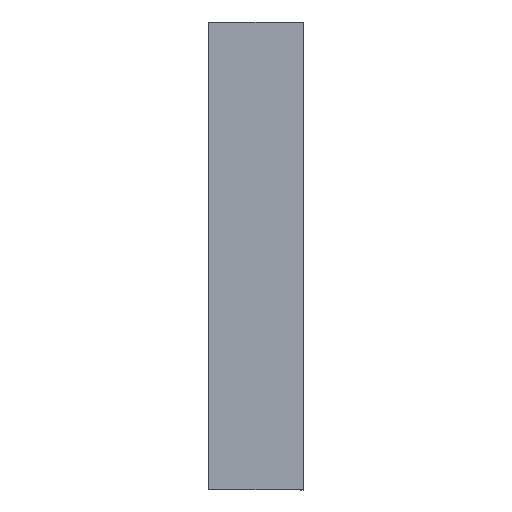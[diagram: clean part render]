
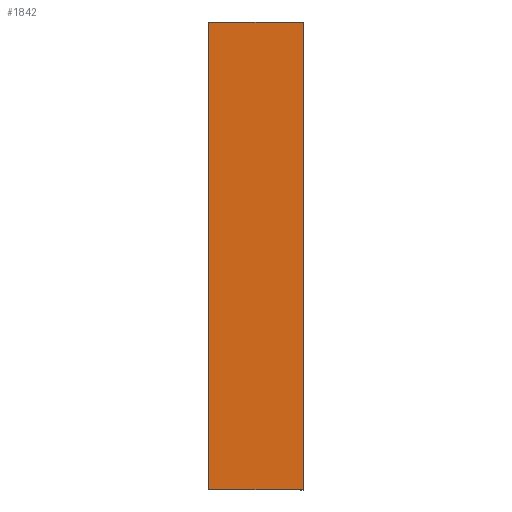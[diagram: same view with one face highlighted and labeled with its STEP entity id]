
A CAD part, top view. The second image highlights one B-rep face of the part: STEP entity #1842.
In plain terms, the highlighted planar face has unit normal (0, 0, 1).
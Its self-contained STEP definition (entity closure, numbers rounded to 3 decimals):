
#340 = CARTESIAN_POINT ( 'NONE',  ( 0., 0., 0. ) ) ;
#465 = CARTESIAN_POINT ( 'NONE',  ( 0., 229., 0. ) ) ;
#474 = LINE ( 'NONE', #1552, #1528 ) ;
#579 = CARTESIAN_POINT ( 'NONE',  ( 0., 0., 0. ) ) ;
#595 = PLANE ( 'NONE',  #607 ) ;
#607 = AXIS2_PLACEMENT_3D ( 'NONE', #874, #1931, #1157 ) ;
#642 = ORIENTED_EDGE ( 'NONE', *, *, #1966, .T. ) ;
#688 = DIRECTION ( 'NONE',  ( 0., 1., 0. ) ) ;
#780 = CARTESIAN_POINT ( 'NONE',  ( -46., 229., 0. ) ) ;
#874 = CARTESIAN_POINT ( 'NONE',  ( 0., 0., 0. ) ) ;
#994 = LINE ( 'NONE', #1774, #1592 ) ;
#1053 = ORIENTED_EDGE ( 'NONE', *, *, #1971, .T. ) ;
#1078 = VECTOR ( 'NONE', #1343, 1000. ) ;
#1085 = ORIENTED_EDGE ( 'NONE', *, *, #1209, .T. ) ;
#1091 = VERTEX_POINT ( 'NONE', #340 ) ;
#1103 = CARTESIAN_POINT ( 'NONE',  ( 0., 229., 0. ) ) ;
#1104 = VERTEX_POINT ( 'NONE', #1103 ) ;
#1157 = DIRECTION ( 'NONE',  ( 1., 0., 0. ) ) ;
#1201 = VERTEX_POINT ( 'NONE', #1628 ) ;
#1209 = EDGE_CURVE ( 'NONE', #1091, #1104, #994, .T. ) ;
#1316 = FACE_OUTER_BOUND ( 'NONE', #1513, .T. ) ;
#1343 = DIRECTION ( 'NONE',  ( 1., 0., 0. ) ) ;
#1415 = ORIENTED_EDGE ( 'NONE', *, *, #1454, .T. ) ;
#1454 = EDGE_CURVE ( 'NONE', #1201, #1091, #1945, .T. ) ;
#1513 = EDGE_LOOP ( 'NONE', ( #1085, #1053, #642, #1415 ) ) ;
#1523 = VERTEX_POINT ( 'NONE', #780 ) ;
#1524 = DIRECTION ( 'NONE',  ( -1., 0., 0. ) ) ;
#1528 = VECTOR ( 'NONE', #1858, 1000. ) ;
#1552 = CARTESIAN_POINT ( 'NONE',  ( -46., 0., 0. ) ) ;
#1592 = VECTOR ( 'NONE', #688, 1000. ) ;
#1628 = CARTESIAN_POINT ( 'NONE',  ( -46., 0., 0. ) ) ;
#1658 = VECTOR ( 'NONE', #1524, 1000. ) ;
#1702 = LINE ( 'NONE', #465, #1658 ) ;
#1774 = CARTESIAN_POINT ( 'NONE',  ( 0., 0., 0. ) ) ;
#1842 = ADVANCED_FACE ( 'NONE', ( #1316 ), #595, .T. ) ;
#1858 = DIRECTION ( 'NONE',  ( 0., -1., 0. ) ) ;
#1931 = DIRECTION ( 'NONE',  ( 0., 0., 1. ) ) ;
#1945 = LINE ( 'NONE', #579, #1078 ) ;
#1966 = EDGE_CURVE ( 'NONE', #1523, #1201, #474, .T. ) ;
#1971 = EDGE_CURVE ( 'NONE', #1104, #1523, #1702, .T. ) ;
